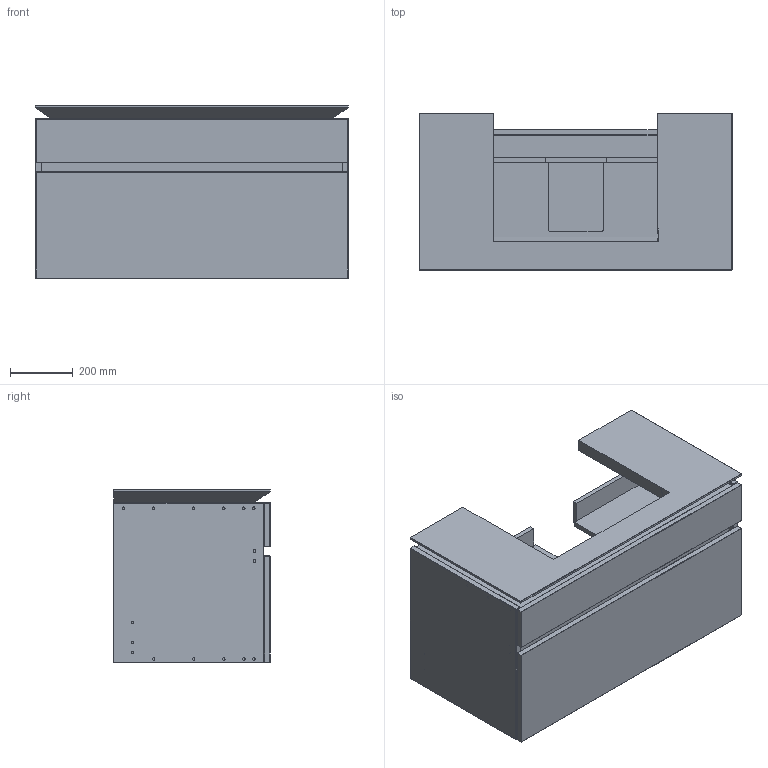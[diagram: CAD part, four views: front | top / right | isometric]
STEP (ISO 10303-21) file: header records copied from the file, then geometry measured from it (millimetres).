
FILE_DESCRIPTION((' '),'2;1');
FILE_NAME('B68100_B681L0.stp','2022-05-16T13:02:58',(' '),(' '),' ','ACIS',' ');
FILE_SCHEMA(('CONFIG_CONTROL_DESIGN'));
Length unit declared in the file: millimetre
Products named in the file (20): B68100_B681L0.stp; Körper1; Körper2; Körper3; Körper4; Körper5; Körper6; Körper7; Körper8; Körper9; Körper10; Körper11; Körper12; Körper13; Körper14; Körper15; Körper16; Körper17; Körper18; Körper19
Assembly tree (19 placements, depth 2):
  B68100_B681L0.stp
    Körper1
    Körper2
    Körper3
    Körper4
    Körper5
    Körper6
    Körper7
    Körper8
    Körper9
    Körper10
    Körper11
    Körper12
    Körper13
    Körper14
    Körper15
    Körper16
    Körper17
    Körper18
    Körper19
Bounding box: 1001.5 x 500 x 551.8 mm (x, y, z)
Volume: 53530249.2 mm3; surface area: 6217919.6 mm2
Topology: 19 solids, 19 shells, 547 faces, 1085 edges, 733 vertices
Faces by surface type: plane 355, cylinder 188, cone 3, torus 1
Full cylindrical faces by diameter (mm): 3 x52, 5 x21, 6.5 x5, 8 x41, 8.01 x32, 10 x20, 26 x1
Entity records: 15984 total; most frequent: DIRECTION 2436, CARTESIAN_POINT 2212, ORIENTED_EDGE 1752, AXIS2_PLACEMENT_3D 981, EDGE_LOOP 906, EDGE_CURVE 876, VERTEX_POINT 698, FACE_OUTER_BOUND 547
